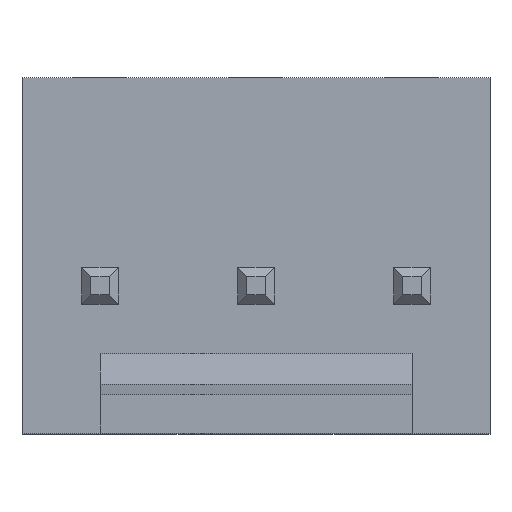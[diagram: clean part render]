
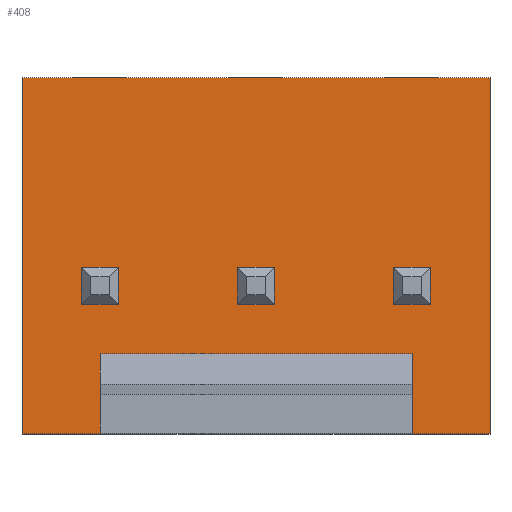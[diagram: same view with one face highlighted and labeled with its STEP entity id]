
A CAD part, top view. The second image highlights one B-rep face of the part: STEP entity #408.
In plain terms, the highlighted planar face has unit normal (0, 0, 1).
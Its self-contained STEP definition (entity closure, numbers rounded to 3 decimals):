
#122=CARTESIAN_POINT('',(3.81,-2.4,3.));
#123=VERTEX_POINT('',#122);
#130=CARTESIAN_POINT('',(-3.81,-2.4,3.));
#131=VERTEX_POINT('',#130);
#132=CARTESIAN_POINT('',(3.81,-2.4,3.));
#133=DIRECTION('',(-1.,0.,0.));
#134=VECTOR('',#133,7.62);
#135=LINE('',#132,#134);
#136=EDGE_CURVE('',#123,#131,#135,.T.);
#301=CARTESIAN_POINT('',(-3.81,3.4,3.));
#302=VERTEX_POINT('',#301);
#309=CARTESIAN_POINT('',(3.81,3.4,3.));
#310=VERTEX_POINT('',#309);
#311=CARTESIAN_POINT('',(3.81,3.4,3.));
#312=DIRECTION('',(-1.,0.,0.));
#313=VECTOR('',#312,7.62);
#314=LINE('',#311,#313);
#315=EDGE_CURVE('',#310,#302,#314,.T.);
#387=CARTESIAN_POINT('',(3.81,-2.4,3.));
#388=DIRECTION('',(0.,0.,1.));
#389=DIRECTION('',(1.,0.,0.));
#390=AXIS2_PLACEMENT_3D('',#387,#388,#389);
#391=PLANE('',#390);
#392=CARTESIAN_POINT('',(-3.81,-2.4,3.));
#393=DIRECTION('',(0.,1.,0.));
#394=VECTOR('',#393,5.8);
#395=LINE('',#392,#394);
#396=EDGE_CURVE('',#131,#302,#395,.T.);
#397=ORIENTED_EDGE('',*,*,#396,.F.);
#398=ORIENTED_EDGE('',*,*,#136,.F.);
#399=CARTESIAN_POINT('',(3.81,-2.4,3.));
#400=DIRECTION('',(0.,1.,0.));
#401=VECTOR('',#400,5.8);
#402=LINE('',#399,#401);
#403=EDGE_CURVE('',#123,#310,#402,.T.);
#404=ORIENTED_EDGE('',*,*,#403,.T.);
#405=ORIENTED_EDGE('',*,*,#315,.T.);
#406=EDGE_LOOP('',(#397,#398,#404,#405));
#407=FACE_BOUND('',#406,.T.);
#408=ADVANCED_FACE('',(#407),#391,.T.);
